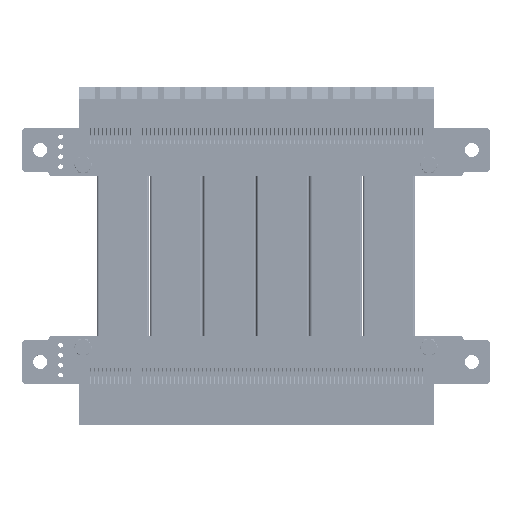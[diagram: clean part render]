
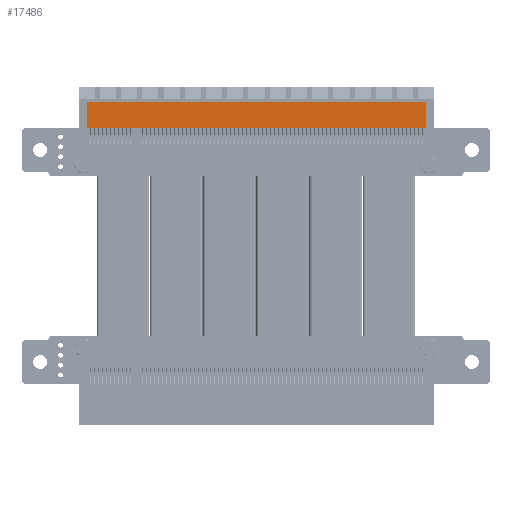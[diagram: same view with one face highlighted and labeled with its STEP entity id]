
A CAD part, top view. The second image highlights one B-rep face of the part: STEP entity #17486.
In plain terms, the highlighted face is planar.
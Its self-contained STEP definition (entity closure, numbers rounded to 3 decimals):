
#16047 = VERTEX_POINT('',#16048);
#16048 = CARTESIAN_POINT('',(-74.5,1.,-3.25));
#16054 = EDGE_CURVE('',#16055,#16047,#16057,.T.);
#16055 = VERTEX_POINT('',#16056);
#16056 = CARTESIAN_POINT('',(10.5,1.,-3.25));
#16057 = LINE('',#16058,#16059);
#16058 = CARTESIAN_POINT('',(10.5,1.,-3.25));
#16059 = VECTOR('',#16060,1.);
#16060 = DIRECTION('',(-1.,0.,0.));
#17365 = VERTEX_POINT('',#17366);
#17366 = CARTESIAN_POINT('',(10.5,7.45,-3.25));
#17372 = EDGE_CURVE('',#17373,#17365,#17375,.T.);
#17373 = VERTEX_POINT('',#17374);
#17374 = CARTESIAN_POINT('',(-74.5,7.45,-3.25));
#17375 = LINE('',#17376,#17377);
#17376 = CARTESIAN_POINT('',(10.5,7.45,-3.25));
#17377 = VECTOR('',#17378,1.);
#17378 = DIRECTION('',(1.,0.,0.));
#17404 = EDGE_CURVE('',#16047,#17373,#17405,.T.);
#17405 = LINE('',#17406,#17407);
#17406 = CARTESIAN_POINT('',(-74.5,1.,-3.25));
#17407 = VECTOR('',#17408,1.);
#17408 = DIRECTION('',(0.,1.,0.));
#17426 = EDGE_CURVE('',#17365,#16055,#17427,.T.);
#17427 = LINE('',#17428,#17429);
#17428 = CARTESIAN_POINT('',(10.5,1.,-3.25));
#17429 = VECTOR('',#17430,1.);
#17430 = DIRECTION('',(0.,-1.,0.));
#17486 = ADVANCED_FACE('',(#17487),#17493,.F.);
#17487 = FACE_BOUND('',#17488,.T.);
#17488 = EDGE_LOOP('',(#17489,#17490,#17491,#17492));
#17489 = ORIENTED_EDGE('',*,*,#17426,.T.);
#17490 = ORIENTED_EDGE('',*,*,#16054,.T.);
#17491 = ORIENTED_EDGE('',*,*,#17404,.T.);
#17492 = ORIENTED_EDGE('',*,*,#17372,.T.);
#17493 = PLANE('',#17494);
#17494 = AXIS2_PLACEMENT_3D('',#17495,#17496,#17497);
#17495 = CARTESIAN_POINT('',(10.5,7.45,-3.25));
#17496 = DIRECTION('',(0.,0.,1.));
#17497 = DIRECTION('',(1.,0.,0.));
